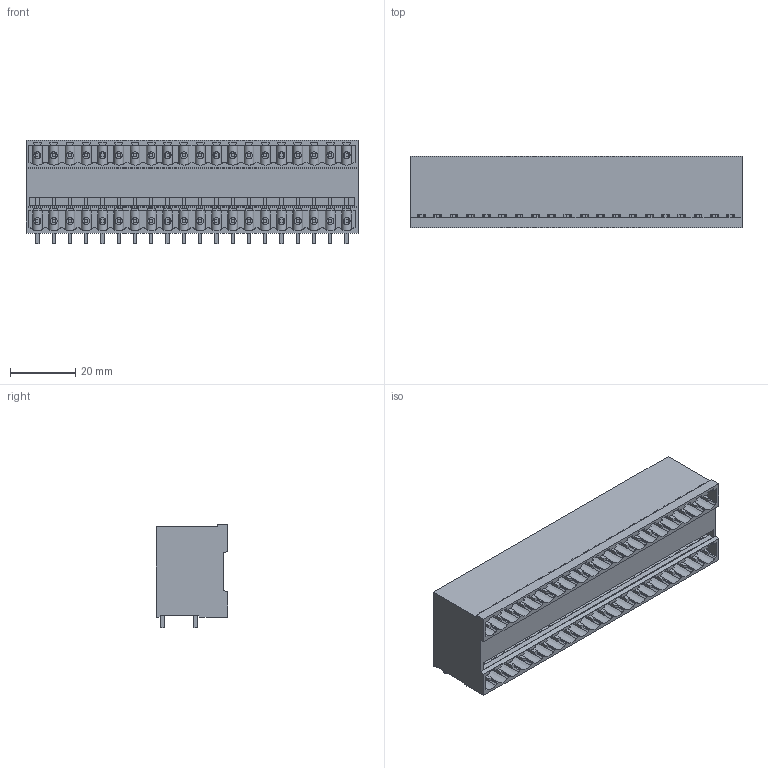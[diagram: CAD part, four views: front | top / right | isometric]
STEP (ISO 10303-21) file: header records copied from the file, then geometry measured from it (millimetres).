
FILE_DESCRIPTION(('CATIA V5R24 STEP','CAx-IF Rec.Pracs.--- Model Styling and Organization---1.4--- 2014-01-23'),'2;1');
FILE_NAME ('D1453490_1_1614530000_1614530000.stp','2021-12-08T07:19:25+00:00',('none'),('Weidmueller'),'CATIA Version 5-6 Release 2016 SP3 HF44','CATIA V5 STEP AP214','none');
FILE_SCHEMA(('AUTOMOTIVE_DESIGN { 1 0 10303 214 1 1 1 1 }'));
Products named in the file (1): 1614530000
Bounding box: 102 x 22 x 31.85 mm (x, y, z)
Volume: 43010 mm3; surface area: 30040.1 mm2
Topology: 41 solids, 41 shells, 1741 faces, 5056 edges, 3382 vertices
Faces by surface type: plane 1461, cylinder 240, extrusion 40
Entity records: 56027 total; most frequent: CARTESIAN_POINT 13433, ORIENTED_EDGE 10112, DIRECTION 6580, EDGE_CURVE 5056, VECTOR 4494, LINE 4454, VERTEX_POINT 3382, EDGE_LOOP 1926
